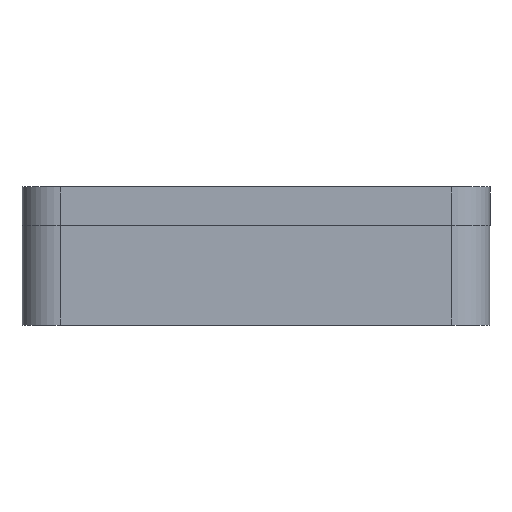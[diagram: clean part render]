
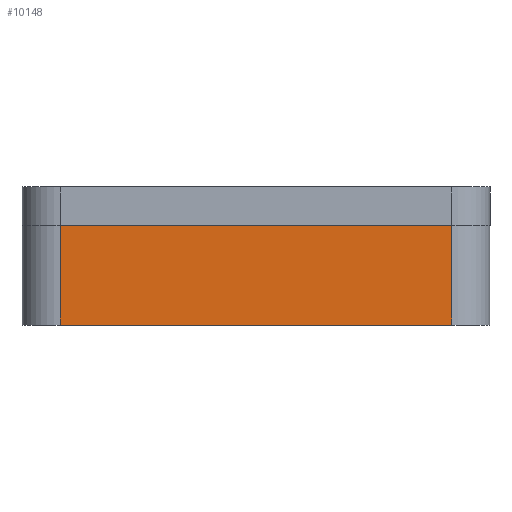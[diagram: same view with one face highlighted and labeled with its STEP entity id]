
A CAD part, front view. The second image highlights one B-rep face of the part: STEP entity #10148.
In plain terms, the highlighted planar face has unit normal (0, -1, 0).
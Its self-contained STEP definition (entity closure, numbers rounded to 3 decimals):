
#1147=PLANE('',#10759);
#1335=FACE_OUTER_BOUND('',#1914,.T.);
#1914=EDGE_LOOP('',(#6942,#6943,#6944,#6945));
#2547=LINE('',#12476,#3367);
#2548=LINE('',#12479,#3368);
#2560=LINE('',#12517,#3380);
#2561=LINE('',#12518,#3381);
#3367=VECTOR('',#11057,10.);
#3368=VECTOR('',#11060,10.);
#3380=VECTOR('',#11088,10.);
#3381=VECTOR('',#11089,10.);
#4258=VERTEX_POINT('',#12469);
#4261=VERTEX_POINT('',#12474);
#4262=VERTEX_POINT('',#12478);
#4280=VERTEX_POINT('',#12516);
#5325=EDGE_CURVE('',#4261,#4258,#2547,.T.);
#5326=EDGE_CURVE('',#4258,#4262,#2548,.T.);
#5345=EDGE_CURVE('',#4280,#4261,#2560,.T.);
#5346=EDGE_CURVE('',#4262,#4280,#2561,.T.);
#6942=ORIENTED_EDGE('',*,*,#5325,.F.);
#6943=ORIENTED_EDGE('',*,*,#5345,.F.);
#6944=ORIENTED_EDGE('',*,*,#5346,.F.);
#6945=ORIENTED_EDGE('',*,*,#5326,.F.);
#10148=ADVANCED_FACE('',(#1335),#1147,.T.);
#10759=AXIS2_PLACEMENT_3D('',#12515,#11086,#11087);
#11057=DIRECTION('',(0.,0.,1.));
#11060=DIRECTION('',(1.,0.,0.));
#11086=DIRECTION('center_axis',(0.,-1.,0.));
#11087=DIRECTION('ref_axis',(1.,0.,0.));
#11088=DIRECTION('',(-1.,0.,0.));
#11089=DIRECTION('',(0.,0.,-1.));
#12469=CARTESIAN_POINT('',(-4.5,-9.5,13.));
#12474=CARTESIAN_POINT('',(-4.5,-9.5,0.));
#12476=CARTESIAN_POINT('',(-4.5,-9.5,0.));
#12478=CARTESIAN_POINT('',(46.5,-9.5,13.));
#12479=CARTESIAN_POINT('',(51.5,-9.5,13.));
#12515=CARTESIAN_POINT('Origin',(-9.5,-9.5,0.));
#12516=CARTESIAN_POINT('',(46.5,-9.5,0.));
#12517=CARTESIAN_POINT('',(51.5,-9.5,0.));
#12518=CARTESIAN_POINT('',(46.5,-9.5,0.));
